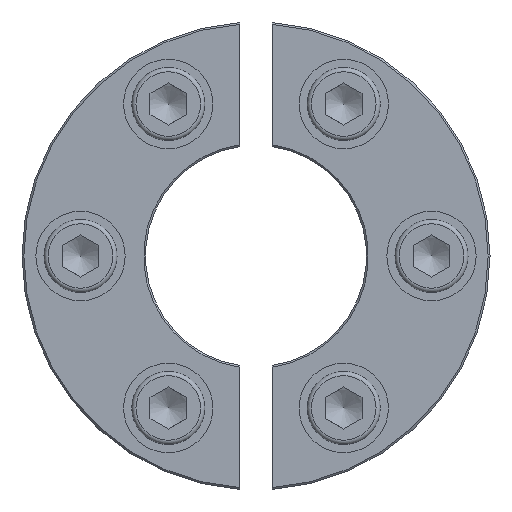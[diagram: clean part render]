
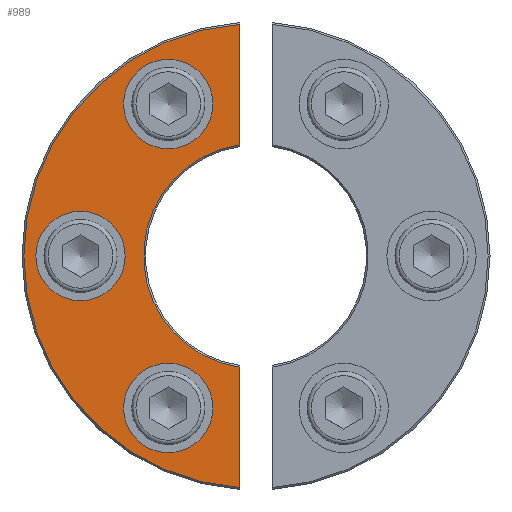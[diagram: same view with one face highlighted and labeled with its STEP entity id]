
A CAD part, left-side view. The second image highlights one B-rep face of the part: STEP entity #989.
In plain terms, the highlighted planar face has unit normal (-1, 0, 0).
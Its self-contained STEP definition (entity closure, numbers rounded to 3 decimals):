
#82=PLANE('',#1121);
#111=LINE('',#1588,#163);
#117=LINE('',#1600,#169);
#163=VECTOR('',#1261,1000.);
#169=VECTOR('',#1273,1000.);
#309=ORIENTED_EDGE('',*,*,#510,.F.);
#310=ORIENTED_EDGE('',*,*,#506,.F.);
#311=ORIENTED_EDGE('',*,*,#508,.F.);
#312=ORIENTED_EDGE('',*,*,#498,.F.);
#313=ORIENTED_EDGE('',*,*,#497,.T.);
#314=ORIENTED_EDGE('',*,*,#478,.F.);
#315=ORIENTED_EDGE('',*,*,#490,.T.);
#478=EDGE_CURVE('',#595,#596,#682,.T.);
#490=EDGE_CURVE('',#595,#603,#111,.T.);
#497=EDGE_CURVE('',#606,#596,#117,.T.);
#498=EDGE_CURVE('',#606,#603,#687,.T.);
#506=EDGE_CURVE('',#614,#614,#695,.T.);
#508=EDGE_CURVE('',#616,#616,#697,.T.);
#510=EDGE_CURVE('',#618,#618,#699,.T.);
#595=VERTEX_POINT('',#1563);
#596=VERTEX_POINT('',#1565);
#603=VERTEX_POINT('',#1587);
#606=VERTEX_POINT('',#1598);
#614=VERTEX_POINT('',#1624);
#616=VERTEX_POINT('',#1630);
#618=VERTEX_POINT('',#1636);
#682=CIRCLE('',#1088,12.2);
#687=CIRCLE('',#1100,25.2);
#695=CIRCLE('',#1114,2.85);
#697=CIRCLE('',#1118,2.85);
#699=CIRCLE('',#1122,2.85);
#765=EDGE_LOOP('',(#309));
#766=EDGE_LOOP('',(#310));
#767=EDGE_LOOP('',(#311));
#768=EDGE_LOOP('',(#312,#313,#314,#315));
#869=FACE_BOUND('',#765,.T.);
#870=FACE_BOUND('',#766,.T.);
#871=FACE_BOUND('',#767,.T.);
#872=FACE_BOUND('',#768,.T.);
#989=ADVANCED_FACE('',(#869,#870,#871,#872),#82,.T.);
#1088=AXIS2_PLACEMENT_3D('',#1564,#1237,#1238);
#1100=AXIS2_PLACEMENT_3D('',#1602,#1276,#1277);
#1114=AXIS2_PLACEMENT_3D('',#1623,#1304,#1305);
#1118=AXIS2_PLACEMENT_3D('',#1629,#1312,#1313);
#1121=AXIS2_PLACEMENT_3D('',#1634,#1318,#1319);
#1122=AXIS2_PLACEMENT_3D('',#1635,#1320,#1321);
#1237=DIRECTION('',(-1.,0.,0.));
#1238=DIRECTION('',(0.,-1.,0.));
#1261=DIRECTION('',(0.,0.,-1.));
#1273=DIRECTION('',(0.,0.,-1.));
#1276=DIRECTION('',(1.,0.,0.));
#1277=DIRECTION('',(0.,-1.,0.));
#1304=DIRECTION('',(-1.,0.,0.));
#1305=DIRECTION('',(0.,0.,1.));
#1312=DIRECTION('',(-1.,0.,0.));
#1313=DIRECTION('',(0.,-0.866,0.5));
#1318=DIRECTION('',(-1.,0.,0.));
#1319=DIRECTION('',(0.,0.,1.));
#1320=DIRECTION('',(-1.,0.,0.));
#1321=DIRECTION('',(0.,-0.866,-0.5));
#1563=CARTESIAN_POINT('',(0.,-1.75,-12.074));
#1564=CARTESIAN_POINT('',(0.,0.,0.));
#1565=CARTESIAN_POINT('',(0.,-1.75,12.074));
#1587=CARTESIAN_POINT('',(0.,-1.75,-25.139));
#1588=CARTESIAN_POINT('',(0.,-1.75,0.));
#1598=CARTESIAN_POINT('',(0.,-1.75,25.139));
#1600=CARTESIAN_POINT('',(0.,-1.75,0.));
#1602=CARTESIAN_POINT('',(0.,0.,0.));
#1623=CARTESIAN_POINT('',(0.,-9.525,16.498));
#1624=CARTESIAN_POINT('',(0.,-9.525,19.348));
#1629=CARTESIAN_POINT('',(0.,-19.05,0.));
#1630=CARTESIAN_POINT('',(0.,-21.518,1.425));
#1634=CARTESIAN_POINT('',(0.,25.4,0.));
#1635=CARTESIAN_POINT('',(0.,-9.525,-16.498));
#1636=CARTESIAN_POINT('',(0.,-11.993,-17.923));
